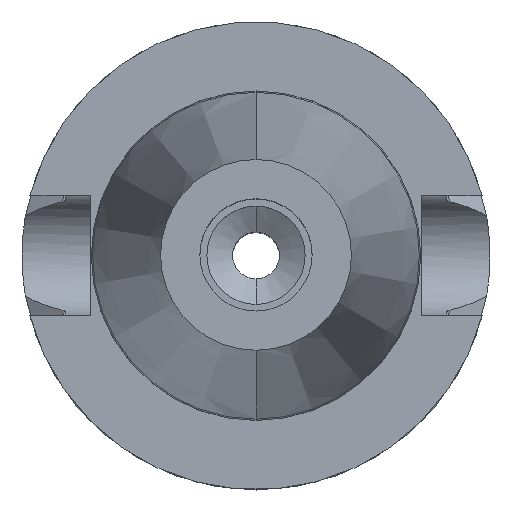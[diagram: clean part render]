
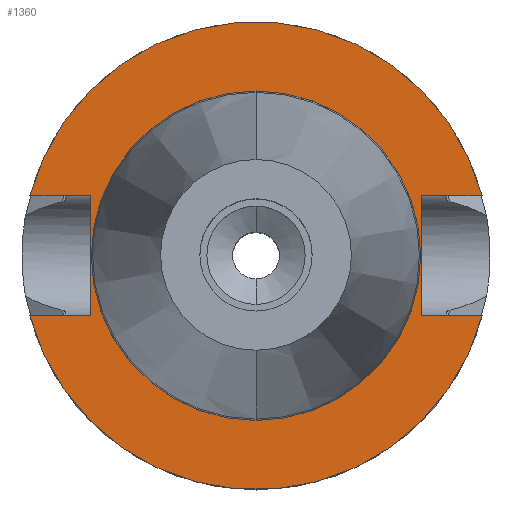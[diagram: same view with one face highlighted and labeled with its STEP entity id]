
A CAD part, top view. The second image highlights one B-rep face of the part: STEP entity #1360.
In plain terms, the highlighted planar face has unit normal (0, 0, 1).
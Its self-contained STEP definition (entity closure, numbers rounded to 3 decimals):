
#278=CARTESIAN_POINT('',(0.,0.,-3.));
#279=DIRECTION('',(0.,0.,1.));
#280=DIRECTION('',(0.966,0.257,0.));
#281=AXIS2_PLACEMENT_3D('',#278,#279,#280);
#293=CARTESIAN_POINT('',(0.,0.,-3.));
#294=DIRECTION('',(0.,0.,1.));
#295=DIRECTION('',(-0.966,-0.257,0.));
#296=AXIS2_PLACEMENT_3D('',#293,#294,#295);
#316=DIRECTION('',(0.,1.,0.));
#317=VECTOR('',#316,25.7);
#318=CARTESIAN_POINT('',(-35.4,-12.85,-3.));
#319=LINE('',#318,#317);
#323=DIRECTION('',(1.,0.,0.));
#324=VECTOR('',#323,12.921);
#325=CARTESIAN_POINT('',(-48.321,12.85,-3.));
#326=LINE('',#325,#324);
#330=DIRECTION('',(-1.,0.,0.));
#331=VECTOR('',#330,12.921);
#332=CARTESIAN_POINT('',(48.321,12.85,-3.));
#333=LINE('',#332,#331);
#337=DIRECTION('',(0.,1.,0.));
#338=VECTOR('',#337,25.7);
#339=CARTESIAN_POINT('',(35.4,-12.85,-3.));
#340=LINE('',#339,#338);
#344=DIRECTION('',(-1.,0.,0.));
#345=VECTOR('',#344,12.921);
#346=CARTESIAN_POINT('',(48.321,-12.85,-3.));
#347=LINE('',#346,#345);
#351=DIRECTION('',(1.,0.,0.));
#352=VECTOR('',#351,12.921);
#353=CARTESIAN_POINT('',(-48.321,-12.85,-3.));
#354=LINE('',#353,#352);
#372=CARTESIAN_POINT('',(0.,0.,-3.));
#373=DIRECTION('',(0.,0.,1.));
#374=DIRECTION('',(0.,1.,0.));
#375=AXIS2_PLACEMENT_3D('',#372,#373,#374);
#380=CARTESIAN_POINT('',(0.,0.,-3.));
#381=DIRECTION('',(0.,0.,-1.));
#382=DIRECTION('',(0.,1.,0.));
#383=AXIS2_PLACEMENT_3D('',#380,#381,#382);
#965=CARTESIAN_POINT('',(0.,35.091,-3.));
#967=VERTEX_POINT('',#965);
#975=CARTESIAN_POINT('',(0.,-35.091,-3.));
#977=VERTEX_POINT('',#975);
#1009=CARTESIAN_POINT('',(48.321,12.85,-3.));
#1010=VERTEX_POINT('',#1009);
#1011=CARTESIAN_POINT('',(48.321,-12.85,-3.));
#1012=VERTEX_POINT('',#1011);
#1013=CARTESIAN_POINT('',(35.4,-12.85,-3.));
#1014=CARTESIAN_POINT('',(35.4,12.85,-3.));
#1015=VERTEX_POINT('',#1013);
#1016=VERTEX_POINT('',#1014);
#1037=CARTESIAN_POINT('',(-48.321,12.85,-3.));
#1038=VERTEX_POINT('',#1037);
#1039=CARTESIAN_POINT('',(-48.321,-12.85,-3.));
#1040=VERTEX_POINT('',#1039);
#1041=CARTESIAN_POINT('',(-35.4,-12.85,-3.));
#1042=CARTESIAN_POINT('',(-35.4,12.85,-3.));
#1043=VERTEX_POINT('',#1041);
#1044=VERTEX_POINT('',#1042);
#1335=CARTESIAN_POINT('',(0.,0.,-3.));
#1336=DIRECTION('',(0.,0.,-1.));
#1337=DIRECTION('',(0.,-1.,0.));
#1338=AXIS2_PLACEMENT_3D('',#1335,#1336,#1337);
#1339=PLANE('',#1338);
#1341=ORIENTED_EDGE('',*,*,#1340,.T.);
#1342=ORIENTED_EDGE('',*,*,#1294,.F.);
#1343=ORIENTED_EDGE('',*,*,#1315,.F.);
#1344=ORIENTED_EDGE('',*,*,#1248,.T.);
#1346=ORIENTED_EDGE('',*,*,#1345,.F.);
#1348=ORIENTED_EDGE('',*,*,#1347,.F.);
#1349=ORIENTED_EDGE('',*,*,#1327,.F.);
#1351=ORIENTED_EDGE('',*,*,#1350,.T.);
#1352=EDGE_LOOP('',(#1341,#1342,#1343,#1344,#1346,#1348,#1349,#1351));
#1353=FACE_OUTER_BOUND('',#1352,.F.);
#1355=ORIENTED_EDGE('',*,*,#1354,.T.);
#1357=ORIENTED_EDGE('',*,*,#1356,.F.);
#1358=EDGE_LOOP('',(#1355,#1357));
#1359=FACE_BOUND('',#1358,.F.);
#282=CIRCLE('',#281,50.);
#297=CIRCLE('',#296,50.);
#376=CIRCLE('',#375,35.091);
#384=CIRCLE('',#383,35.091);
#1248=EDGE_CURVE('',#1010,#1016,#333,.T.);
#1294=EDGE_CURVE('',#1038,#1044,#326,.T.);
#1315=EDGE_CURVE('',#1010,#1038,#282,.T.);
#1327=EDGE_CURVE('',#1040,#1012,#297,.T.);
#1340=EDGE_CURVE('',#1043,#1044,#319,.T.);
#1345=EDGE_CURVE('',#1015,#1016,#340,.T.);
#1347=EDGE_CURVE('',#1012,#1015,#347,.T.);
#1350=EDGE_CURVE('',#1040,#1043,#354,.T.);
#1354=EDGE_CURVE('',#967,#977,#376,.T.);
#1356=EDGE_CURVE('',#967,#977,#384,.T.);
#1360=ADVANCED_FACE('',(#1353,#1359),#1339,.F.);
